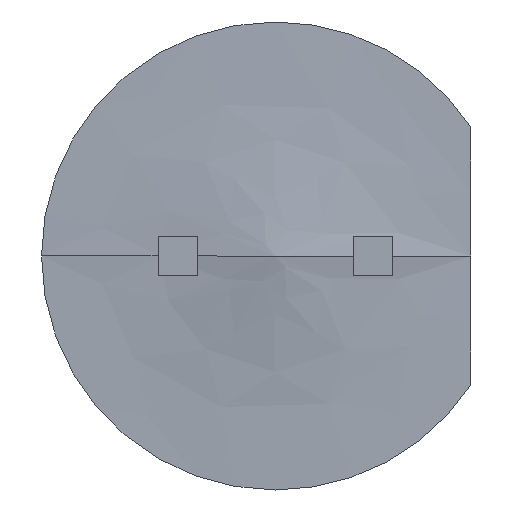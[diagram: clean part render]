
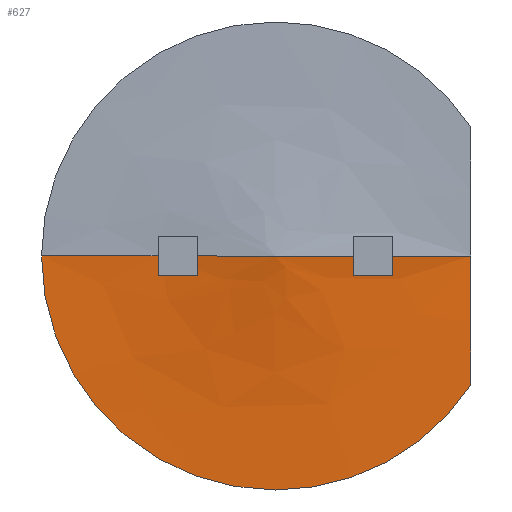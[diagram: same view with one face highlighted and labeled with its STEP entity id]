
A CAD part, front view. The second image highlights one B-rep face of the part: STEP entity #627.
In plain terms, the highlighted free-form (B-spline) face has degree [2, 3] with [3, 4] control points.
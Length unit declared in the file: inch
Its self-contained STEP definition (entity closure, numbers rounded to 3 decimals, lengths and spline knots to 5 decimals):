
#2 = DIRECTION ( 'NONE',  ( 0., 0., -1. ) ) ;
#9 = ORIENTED_EDGE ( 'NONE', *, *, #434, .T. ) ;
#20 = CARTESIAN_POINT ( 'NONE',  ( 0., -0.01, 0. ) ) ;
#30 = AXIS2_PLACEMENT_3D ( 'NONE', #565, #555, #561 ) ;
#40 = CARTESIAN_POINT ( 'NONE',  ( -0.11811, 0., 0. ) ) ;
#44 = CIRCLE ( 'NONE', #30, 0.11811 ) ;
#47 = EDGE_LOOP ( 'NONE', ( #169, #9, #710, #503, #54 ) ) ;
#54 = ORIENTED_EDGE ( 'NONE', *, *, #601, .F. ) ;
#57 = EDGE_CURVE ( 'NONE', #443, #598, #382, .T. ) ;
#74 = CARTESIAN_POINT ( 'NONE',  ( 0., 0., -0.11811 ) ) ;
#87 = CARTESIAN_POINT ( 'NONE',  ( -0.11811, 0., 0. ) ) ;
#89 = CARTESIAN_POINT ( 'NONE',  ( -0.11811, 0., 0. ) ) ;
#93 = CARTESIAN_POINT ( 'NONE',  ( 0., -0.01, 0. ) ) ;
#106 = AXIS2_PLACEMENT_3D ( 'NONE', #336, #641, #2 ) ;
#133 = CARTESIAN_POINT ( 'NONE',  ( 0., -0.01, 0. ) ) ;
#145 = CARTESIAN_POINT ( 'NONE',  ( -0.05852, 0.00021, 0. ) ) ;
#149 = CARTESIAN_POINT ( 'NONE',  ( -0.05852, 0.00021, 0. ) ) ;
#169 = ORIENTED_EDGE ( 'NONE', *, *, #211, .F. ) ;
#211 = EDGE_CURVE ( 'NONE', #608, #352, #220, .T. ) ;
#214 = CARTESIAN_POINT ( 'NONE',  ( 0.11811, 0., 0. ) ) ;
#220 = B_SPLINE_CURVE_WITH_KNOTS ( 'NONE', 2,
 ( #20, #355, #480 ),
 .UNSPECIFIED., .F., .F.,
 ( 3, 3 ),
 ( 0., 0.83459 ),
 .UNSPECIFIED. ) ;
#245 = CARTESIAN_POINT ( 'NONE',  ( 0., -0.01, 0. ) ) ;
#254 = CARTESIAN_POINT ( 'NONE',  ( 0.09843, -0.00022, 0. ) ) ;
#314 = CARTESIAN_POINT ( 'NONE',  ( 0.11811, 0., -0.23622 ) ) ;
#320 = CARTESIAN_POINT ( 'NONE',  ( -0.05852, 0.00021, -0.11703 ) ) ;
#332 = CARTESIAN_POINT ( 'NONE',  ( 0., -0.01, 0. ) ) ;
#336 = CARTESIAN_POINT ( 'NONE',  ( 0., 0., 0. ) ) ;
#338 = FACE_OUTER_BOUND ( 'NONE', #47, .T. ) ;
#342 = EDGE_CURVE ( 'NONE', #494, #443, #44, .T. ) ;
#344 = B_SPLINE_CURVE_WITH_KNOTS ( 'NONE', 2,
 ( #332, #145, #87 ),
 .UNSPECIFIED., .F., .F.,
 ( 3, 3 ),
 ( 0., 1. ),
 .UNSPECIFIED. ) ;
#352 = VERTEX_POINT ( 'NONE', #708 ) ;
#355 = CARTESIAN_POINT ( 'NONE',  ( 0.04884, -0.00148, 0. ) ) ;
#369 = CARTESIAN_POINT ( 'NONE',  ( 0., -0.01, 0. ) ) ;
#382 = CIRCLE ( 'NONE', #106, 0.11811 ) ;
#386 = CARTESIAN_POINT ( 'NONE',  ( 0.09843, 0.00003, -0.04906 ) ) ;
#390 = B_SPLINE_CURVE_WITH_KNOTS ( 'NONE', 3,
 ( #254, #734, #495, #685, #507, #386, #433 ),
 .UNSPECIFIED., .F., .F.,
 ( 4, 3, 4 ),
 ( 0.00166, 0.00208, 0.00332 ),
 .UNSPECIFIED. ) ;
#422 = CARTESIAN_POINT ( 'NONE',  ( 0.09843, 0., -0.06529 ) ) ;
#433 = CARTESIAN_POINT ( 'NONE',  ( 0.09843, 0., -0.06529 ) ) ;
#434 = EDGE_CURVE ( 'NONE', #608, #494, #344, .T. ) ;
#435 = CARTESIAN_POINT ( 'NONE',  ( -0.11811, 0., -0.23622 ) ) ;
#443 = VERTEX_POINT ( 'NONE', #74 ) ;
#480 = CARTESIAN_POINT ( 'NONE',  ( 0.09843, -0.00022, 0. ) ) ;
#494 = VERTEX_POINT ( 'NONE', #40 ) ;
#495 = CARTESIAN_POINT ( 'NONE',  ( 0.09843, -0.0002, -0.01107 ) ) ;
#503 = ORIENTED_EDGE ( 'NONE', *, *, #57, .T. ) ;
#507 = CARTESIAN_POINT ( 'NONE',  ( 0.09843, -0.00012, -0.03284 ) ) ;
#555 = DIRECTION ( 'NONE',  ( 0., -1., 0. ) ) ;
#561 = DIRECTION ( 'NONE',  ( 0., 0., -1. ) ) ;
#565 = CARTESIAN_POINT ( 'NONE',  ( 0., 0., 0. ) ) ;
#598 = VERTEX_POINT ( 'NONE', #422 ) ;
#601 = EDGE_CURVE ( 'NONE', #352, #598, #390, .T. ) ;
#608 = VERTEX_POINT ( 'NONE', #245 ) ;
#619 = CARTESIAN_POINT ( 'NONE',  ( 0., -0.01, 0. ) ) ;
#622 =( BOUNDED_SURFACE ( )  B_SPLINE_SURFACE ( 2, 3, ( 
 ( #619, #369, #93, #133 ),
 ( #149, #320, #649, #743 ),
 ( #89, #435, #314, #214 ) ),
 .UNSPECIFIED., .F., .F., .F. ) 
 B_SPLINE_SURFACE_WITH_KNOTS ( ( 3, 3 ),
 ( 4, 4 ),
 ( 0., 1. ),
 ( 0., 1. ),
 .UNSPECIFIED. ) 
 GEOMETRIC_REPRESENTATION_ITEM ( )  RATIONAL_B_SPLINE_SURFACE ( (
 ( 1., 0.333, 0.333, 1.),
 ( 1., 0.333, 0.333, 1.),
 ( 1., 0.333, 0.333, 1.) ) ) 
 REPRESENTATION_ITEM ( '' )  SURFACE ( )  );
#627 = ADVANCED_FACE ( 'NONE', ( #338 ), #622, .T. ) ;
#641 = DIRECTION ( 'NONE',  ( 0., -1., 0. ) ) ;
#649 = CARTESIAN_POINT ( 'NONE',  ( 0.05852, 0.00021, -0.11703 ) ) ;
#685 = CARTESIAN_POINT ( 'NONE',  ( 0.09843, -0.00018, -0.01661 ) ) ;
#708 = CARTESIAN_POINT ( 'NONE',  ( 0.09843, -0.00022, 0. ) ) ;
#710 = ORIENTED_EDGE ( 'NONE', *, *, #342, .T. ) ;
#734 = CARTESIAN_POINT ( 'NONE',  ( 0.09843, -0.00022, -0.00554 ) ) ;
#743 = CARTESIAN_POINT ( 'NONE',  ( 0.05852, 0.00021, 0. ) ) ;
